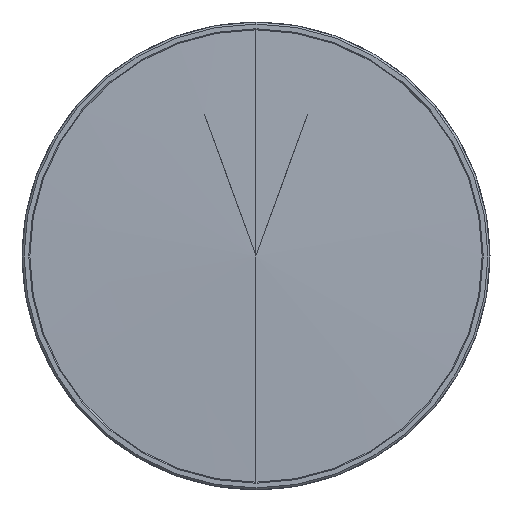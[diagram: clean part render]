
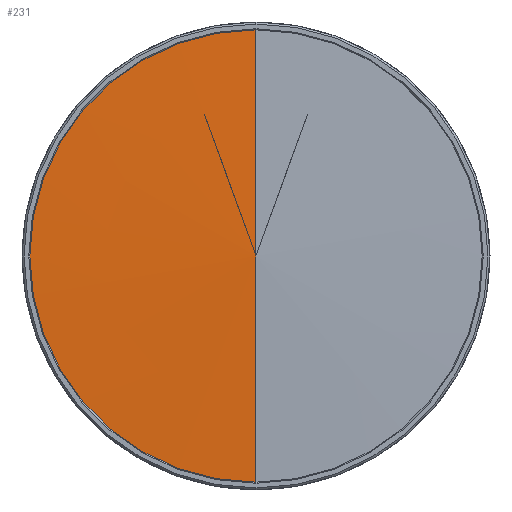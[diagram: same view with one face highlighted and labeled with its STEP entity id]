
A CAD part, left-side view. The second image highlights one B-rep face of the part: STEP entity #231.
In plain terms, the highlighted conical face has half-angle 88.455 degrees and reference radius 111.15 mm.
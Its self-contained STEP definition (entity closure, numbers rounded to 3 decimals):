
#75 = VECTOR ( 'NONE', #1089, 1000. ) ;
#231 = ADVANCED_FACE ( 'NONE', ( #1874 ), #2093, .T. ) ;
#288 = CARTESIAN_POINT ( 'NONE',  ( 2.999, 0., 0. ) ) ;
#295 = VERTEX_POINT ( 'NONE', #4406 ) ;
#460 = CARTESIAN_POINT ( 'NONE',  ( 2.999, 0., 0. ) ) ;
#545 = AXIS2_PLACEMENT_3D ( 'NONE', #288, #5346, #3515 ) ;
#550 = VERTEX_POINT ( 'NONE', #3523 ) ;
#932 = LINE ( 'NONE', #4831, #5380 ) ;
#1089 = DIRECTION ( 'NONE',  ( 0.027, 0., -1. ) ) ;
#1162 = LINE ( 'NONE', #5720, #75 ) ;
#1362 = EDGE_CURVE ( 'NONE', #1421, #295, #1798, .T. ) ;
#1421 = VERTEX_POINT ( 'NONE', #3473 ) ;
#1679 = EDGE_LOOP ( 'NONE', ( #5656, #3787, #5254, #5383 ) ) ;
#1798 = CIRCLE ( 'NONE', #545, 111.15 ) ;
#1874 = FACE_OUTER_BOUND ( 'NONE', #1679, .T. ) ;
#1891 = EDGE_CURVE ( 'NONE', #295, #5885, #2449, .T. ) ;
#2093 = CONICAL_SURFACE ( 'NONE', #5022, 111.15, 1.544 ) ;
#2229 = DIRECTION ( 'NONE',  ( 0., -1., 0. ) ) ;
#2449 = CIRCLE ( 'NONE', #3014, 111.15 ) ;
#2881 = CARTESIAN_POINT ( 'NONE',  ( 2.999, 0., 0. ) ) ;
#3014 = AXIS2_PLACEMENT_3D ( 'NONE', #460, #4614, #2229 ) ;
#3281 = DIRECTION ( 'NONE',  ( 1., 0., 0. ) ) ;
#3473 = CARTESIAN_POINT ( 'NONE',  ( 2.999, 0., 111.15 ) ) ;
#3515 = DIRECTION ( 'NONE',  ( 0., -1., 0. ) ) ;
#3523 = CARTESIAN_POINT ( 'NONE',  ( 0., 0., 0. ) ) ;
#3787 = ORIENTED_EDGE ( 'NONE', *, *, #5016, .T. ) ;
#4406 = CARTESIAN_POINT ( 'NONE',  ( 2.999, 111.15, 0. ) ) ;
#4412 = DIRECTION ( 'NONE',  ( 0.027, 0., 1. ) ) ;
#4517 = EDGE_CURVE ( 'NONE', #550, #5885, #1162, .T. ) ;
#4614 = DIRECTION ( 'NONE',  ( -1., 0., 0. ) ) ;
#4831 = CARTESIAN_POINT ( 'NONE',  ( 2.999, 0., 111.15 ) ) ;
#5016 = EDGE_CURVE ( 'NONE', #550, #1421, #932, .T. ) ;
#5022 = AXIS2_PLACEMENT_3D ( 'NONE', #2881, #3281, #5606 ) ;
#5254 = ORIENTED_EDGE ( 'NONE', *, *, #1362, .T. ) ;
#5335 = CARTESIAN_POINT ( 'NONE',  ( 2.999, 0., -111.15 ) ) ;
#5346 = DIRECTION ( 'NONE',  ( -1., 0., 0. ) ) ;
#5380 = VECTOR ( 'NONE', #4412, 1000. ) ;
#5383 = ORIENTED_EDGE ( 'NONE', *, *, #1891, .T. ) ;
#5606 = DIRECTION ( 'NONE',  ( 0., 0., -1. ) ) ;
#5656 = ORIENTED_EDGE ( 'NONE', *, *, #4517, .F. ) ;
#5720 = CARTESIAN_POINT ( 'NONE',  ( 2.999, 0., -111.15 ) ) ;
#5885 = VERTEX_POINT ( 'NONE', #5335 ) ;
